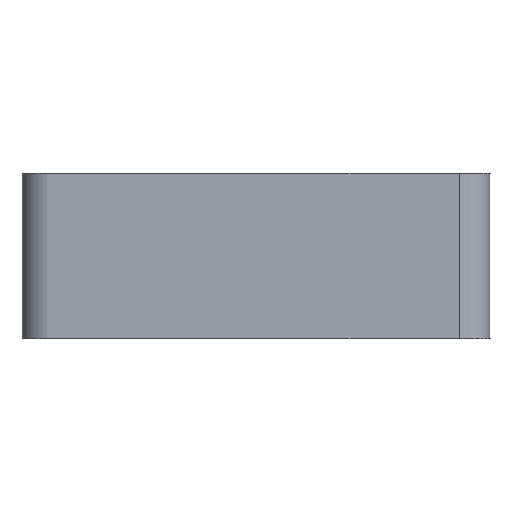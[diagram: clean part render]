
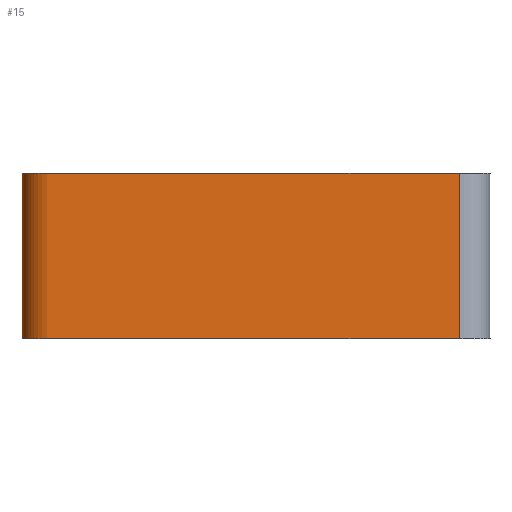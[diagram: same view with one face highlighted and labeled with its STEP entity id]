
A CAD part, front view. The second image highlights one B-rep face of the part: STEP entity #15.
In plain terms, the highlighted free-form (B-spline) face has degree [1, 2] with [2, 9] control points.
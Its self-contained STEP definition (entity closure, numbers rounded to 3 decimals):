
#15=ADVANCED_FACE($,(#1209),#14589,.T.);
#1209=FACE_OUTER_BOUND($,#2303,.T.);
#2303=EDGE_LOOP($,(#3858,#3859,#3860,#3861));
#3858=ORIENTED_EDGE($,*,*,#12277,.T.);
#3859=ORIENTED_EDGE($,*,*,#9512,.T.);
#3860=ORIENTED_EDGE($,*,*,#12278,.F.);
#3861=ORIENTED_EDGE($,*,*,#12276,.F.);
#9512=EDGE_CURVE($,#12465,#12519,#15519,.T.);
#12276=EDGE_CURVE($,#14302,#14303,#17946,.T.);
#12277=EDGE_CURVE($,#14302,#12465,#18365,.T.);
#12278=EDGE_CURVE($,#14303,#12519,#18366,.T.);
#12465=VERTEX_POINT($,#49364);
#12519=VERTEX_POINT($,#49418);
#14302=VERTEX_POINT($,#51201);
#14303=VERTEX_POINT($,#51202);
#14589=(
BOUNDED_SURFACE()
B_SPLINE_SURFACE(1,2,((#38196,#38197,#38198,#38199,#38200,#38201,#38202,
#38203,#38204),(#38205,#38206,#38207,#38208,#38209,#38210,#38211,#38212,
#38213)),.UNSPECIFIED.,.F.,.F.,.F.)
B_SPLINE_SURFACE_WITH_KNOTS((2,2),(3,2,2,2,3),(0.,10.795),(-584.391,
-557.911,-554.77,-448.77,-445.628),
.UNSPECIFIED.)
GEOMETRIC_REPRESENTATION_ITEM()
RATIONAL_B_SPLINE_SURFACE(((1.,1.,1.,0.707,1.,1.,1.,0.707,
1.),(1.,1.,1.,0.707,1.,1.,1.,0.707,1.)))
REPRESENTATION_ITEM($)
SURFACE()
);
#15519=B_SPLINE_CURVE_WITH_KNOTS($,1,(#20060,#20061),.UNSPECIFIED.,.F.,.F.,
(2,2),(0.,10.795),.UNSPECIFIED.);
#17946=B_SPLINE_CURVE_WITH_KNOTS($,1,(#36836,#36837),.UNSPECIFIED.,.F.,.F.,
(2,2),(0.,10.795),.UNSPECIFIED.);
#18365=(
BOUNDED_CURVE()
B_SPLINE_CURVE(2,(#36838,#36839,#36840,#36841,#36842,#36843,#36844,#36845,
#36846),.UNSPECIFIED.,.F.,.F.)
B_SPLINE_CURVE_WITH_KNOTS((3,2,2,2,3),(445.628,448.77,
554.77,557.911,584.391),.UNSPECIFIED.)
CURVE()
GEOMETRIC_REPRESENTATION_ITEM()
RATIONAL_B_SPLINE_CURVE((1.,0.707,1.,1.,1.,0.707,
1.,1.,1.))
REPRESENTATION_ITEM($)
);
#18366=(
BOUNDED_CURVE()
B_SPLINE_CURVE(2,(#36847,#36848,#36849,#36850,#36851,#36852,#36853,#36854,
#36855),.UNSPECIFIED.,.F.,.F.)
B_SPLINE_CURVE_WITH_KNOTS((3,2,2,2,3),(445.628,448.77,
554.77,557.911,584.391),.UNSPECIFIED.)
CURVE()
GEOMETRIC_REPRESENTATION_ITEM()
RATIONAL_B_SPLINE_CURVE((1.,0.707,1.,1.,1.,0.707,
1.,1.,1.))
REPRESENTATION_ITEM($)
);
#20060=CARTESIAN_POINT($,(282.48,51.68,0.));
#20061=CARTESIAN_POINT($,(282.48,51.68,10.795));
#36836=CARTESIAN_POINT($,(256.,161.68,0.));
#36837=CARTESIAN_POINT($,(256.,161.68,10.795));
#36838=CARTESIAN_POINT($,(256.,161.68,0.));
#36839=CARTESIAN_POINT($,(254.,161.68,0.));
#36840=CARTESIAN_POINT($,(254.,159.68,0.));
#36841=CARTESIAN_POINT($,(254.,106.68,0.));
#36842=CARTESIAN_POINT($,(254.,53.68,0.));
#36843=CARTESIAN_POINT($,(254.,51.68,0.));
#36844=CARTESIAN_POINT($,(256.,51.68,0.));
#36845=CARTESIAN_POINT($,(269.24,51.68,0.));
#36846=CARTESIAN_POINT($,(282.48,51.68,0.));
#36847=CARTESIAN_POINT($,(256.,161.68,10.795));
#36848=CARTESIAN_POINT($,(254.,161.68,10.795));
#36849=CARTESIAN_POINT($,(254.,159.68,10.795));
#36850=CARTESIAN_POINT($,(254.,106.68,10.795));
#36851=CARTESIAN_POINT($,(254.,53.68,10.795));
#36852=CARTESIAN_POINT($,(254.,51.68,10.795));
#36853=CARTESIAN_POINT($,(256.,51.68,10.795));
#36854=CARTESIAN_POINT($,(269.24,51.68,10.795));
#36855=CARTESIAN_POINT($,(282.48,51.68,10.795));
#38196=CARTESIAN_POINT($,(282.48,51.68,0.));
#38197=CARTESIAN_POINT($,(269.24,51.68,0.));
#38198=CARTESIAN_POINT($,(256.,51.68,0.));
#38199=CARTESIAN_POINT($,(254.,51.68,0.));
#38200=CARTESIAN_POINT($,(254.,53.68,0.));
#38201=CARTESIAN_POINT($,(254.,106.68,0.));
#38202=CARTESIAN_POINT($,(254.,159.68,0.));
#38203=CARTESIAN_POINT($,(254.,161.68,0.));
#38204=CARTESIAN_POINT($,(256.,161.68,0.));
#38205=CARTESIAN_POINT($,(282.48,51.68,10.795));
#38206=CARTESIAN_POINT($,(269.24,51.68,10.795));
#38207=CARTESIAN_POINT($,(256.,51.68,10.795));
#38208=CARTESIAN_POINT($,(254.,51.68,10.795));
#38209=CARTESIAN_POINT($,(254.,53.68,10.795));
#38210=CARTESIAN_POINT($,(254.,106.68,10.795));
#38211=CARTESIAN_POINT($,(254.,159.68,10.795));
#38212=CARTESIAN_POINT($,(254.,161.68,10.795));
#38213=CARTESIAN_POINT($,(256.,161.68,10.795));
#49364=CARTESIAN_POINT($,(282.48,51.68,0.));
#49418=CARTESIAN_POINT($,(282.48,51.68,10.795));
#51201=CARTESIAN_POINT($,(256.,161.68,0.));
#51202=CARTESIAN_POINT($,(256.,161.68,10.795));
